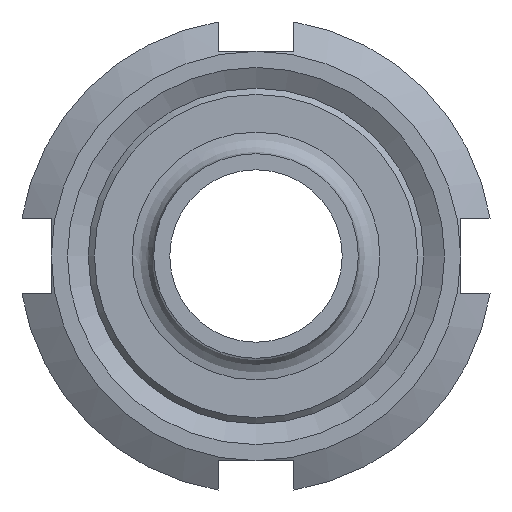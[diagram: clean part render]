
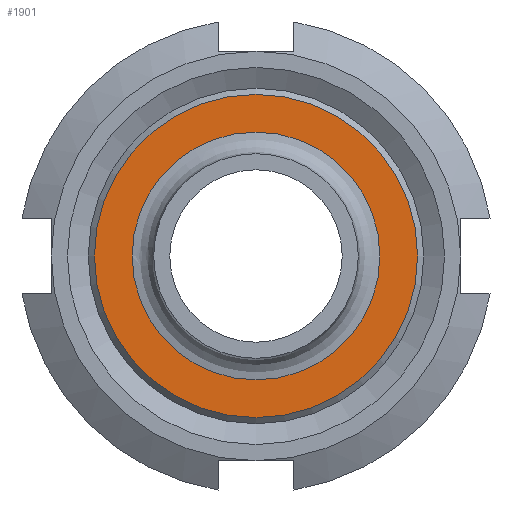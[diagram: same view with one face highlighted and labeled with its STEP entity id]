
A CAD part, left-side view. The second image highlights one B-rep face of the part: STEP entity #1901.
In plain terms, the highlighted planar face has unit normal (-1, 0, 0).
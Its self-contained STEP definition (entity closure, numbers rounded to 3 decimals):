
#1791=CARTESIAN_POINT('',(29.,0.0,15.));
#1792=VERTEX_POINT('',#1791);
#1793=CARTESIAN_POINT('',(29.,0.0,0.0));
#1794=DIRECTION('',(-1.0,0.0,0.0));
#1795=DIRECTION('',(0.0,0.0,1.0));
#1796=AXIS2_PLACEMENT_3D('',#1793,#1794,#1795);
#1797=CIRCLE('',#1796,15.);
#1798=EDGE_CURVE('',#1792,#1792,#1797,.T.);
#1867=CARTESIAN_POINT('',(29.,11.5,0.0));
#1868=VERTEX_POINT('',#1867);
#1869=CARTESIAN_POINT('',(29.,0.,0.0));
#1870=DIRECTION('',(1.0,0.0,0.0));
#1871=DIRECTION('',(0.0,1.0,0.0));
#1872=AXIS2_PLACEMENT_3D('',#1869,#1870,#1871);
#1873=CIRCLE('',#1872,11.5);
#1874=EDGE_CURVE('',#1868,#1868,#1873,.T.);
#1890=CARTESIAN_POINT('',(29.,14.25,0.0));
#1891=DIRECTION('',(-1.0,0.0,0.0));
#1892=DIRECTION('',(0.0,0.0,1.0));
#1893=AXIS2_PLACEMENT_3D('',#1890,#1891,#1892);
#1894=PLANE('',#1893);
#1895=ORIENTED_EDGE('',*,*,#1798,.T.);
#1896=EDGE_LOOP('',(#1895));
#1897=FACE_OUTER_BOUND('',#1896,.T.);
#1898=ORIENTED_EDGE('',*,*,#1874,.T.);
#1899=EDGE_LOOP('',(#1898));
#1900=FACE_BOUND('',#1899,.T.);
#1901=ADVANCED_FACE('',(#1897,#1900),#1894,.T.);
